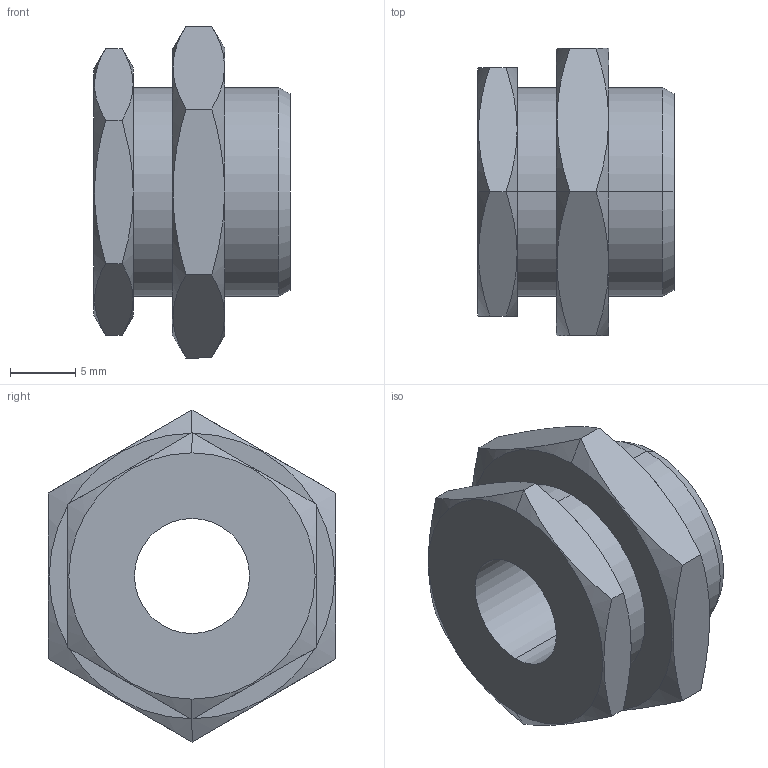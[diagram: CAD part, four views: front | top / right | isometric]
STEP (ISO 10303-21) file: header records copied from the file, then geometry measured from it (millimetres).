
FILE_DESCRIPTION (( 'STEP AP214' ), '1' );
FILE_NAME ('DRF.SCHOT01_IC.STEP', '2018-09-03T11:14:42', ( '' ), ( '' ), 'SwSTEP 2.0', 'SolidWorks 2018', '' );
FILE_SCHEMA (( 'AUTOMOTIVE_DESIGN' ));
Length unit declared in the file: millimetre
Products named in the file (1): DRF.SCHOT01_IC
Bounding box: 15 x 22 x 25.4 mm (x, y, z)
Volume: 3258.7 mm3; surface area: 2166.3 mm2
Topology: 1 solids, 1 shells, 43 faces, 94 edges, 56 vertices
Faces by surface type: cone 20, plane 17, cylinder 6
Entity records: 1460 total; most frequent: CARTESIAN_POINT 462, ORIENTED_EDGE 188, DIRECTION 178, EDGE_CURVE 94, AXIS2_PLACEMENT_3D 76, VERTEX_POINT 56, EDGE_LOOP 48, ADVANCED_FACE 43
